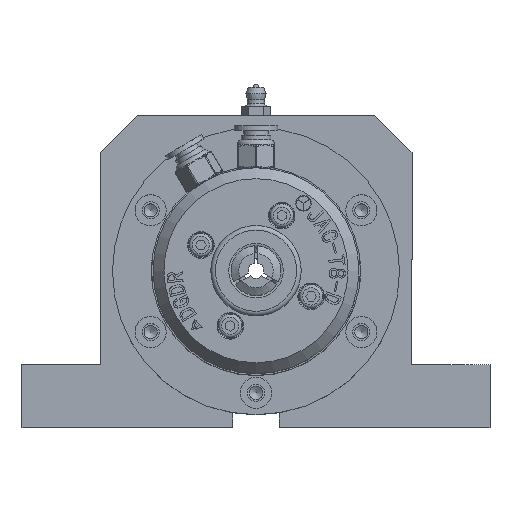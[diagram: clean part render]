
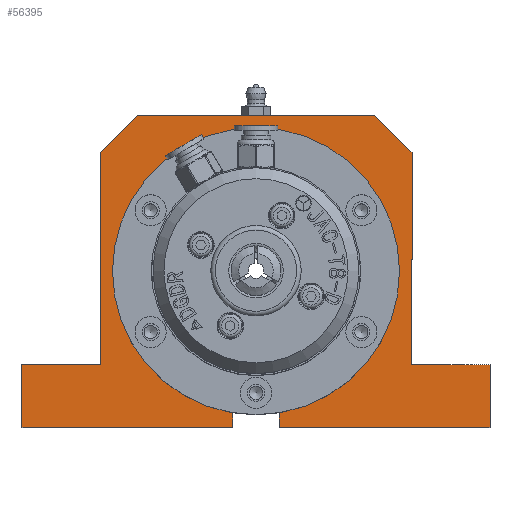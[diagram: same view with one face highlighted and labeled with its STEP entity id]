
A CAD part, top view. The second image highlights one B-rep face of the part: STEP entity #56395.
In plain terms, the highlighted planar face has unit normal (0, 0, 1).
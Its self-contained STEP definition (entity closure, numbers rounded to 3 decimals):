
#12 = EDGE_CURVE ( 'NONE', #27254, #61558, #13022, .T. ) ;
#411 = CARTESIAN_POINT ( 'NONE',  ( -75., 0., 34. ) ) ;
#534 = DIRECTION ( 'NONE',  ( 0., 1., 0. ) ) ;
#873 = EDGE_CURVE ( 'NONE', #67500, #13753, #38088, .T. ) ;
#1340 = DIRECTION ( 'NONE',  ( 0., -1., 0. ) ) ;
#2131 = ORIENTED_EDGE ( 'NONE', *, *, #873, .T. ) ;
#2260 = LINE ( 'NONE', #67195, #13300 ) ;
#3102 = CARTESIAN_POINT ( 'NONE',  ( -50., 88., 34. ) ) ;
#3262 = ORIENTED_EDGE ( 'NONE', *, *, #66459, .T. ) ;
#3439 = CARTESIAN_POINT ( 'NONE',  ( -38., 100., 34. ) ) ;
#5365 = LINE ( 'NONE', #411, #35856 ) ;
#5893 = LINE ( 'NONE', #22881, #32722 ) ;
#6174 = VECTOR ( 'NONE', #534, 1000. ) ;
#6324 = VERTEX_POINT ( 'NONE', #6816 ) ;
#6800 = ORIENTED_EDGE ( 'NONE', *, *, #12, .T. ) ;
#6816 = CARTESIAN_POINT ( 'NONE',  ( 7.5, 8., 34. ) ) ;
#6941 = VERTEX_POINT ( 'NONE', #21849 ) ;
#7023 = VERTEX_POINT ( 'NONE', #66904 ) ;
#7781 = EDGE_CURVE ( 'NONE', #6941, #58852, #67117, .T. ) ;
#9270 = LINE ( 'NONE', #52914, #25639 ) ;
#9861 = ORIENTED_EDGE ( 'NONE', *, *, #33803, .T. ) ;
#10587 = CARTESIAN_POINT ( 'NONE',  ( 75., 20., 34. ) ) ;
#11106 = CARTESIAN_POINT ( 'NONE',  ( -75., 0., 34. ) ) ;
#11333 = DIRECTION ( 'NONE',  ( 1., 0., 0. ) ) ;
#11676 = FACE_OUTER_BOUND ( 'NONE', #60300, .T. ) ;
#12330 = CARTESIAN_POINT ( 'NONE',  ( 50., 88., 34. ) ) ;
#12498 = CARTESIAN_POINT ( 'NONE',  ( 32., 50., 34. ) ) ;
#13022 = LINE ( 'NONE', #3439, #14343 ) ;
#13024 = EDGE_CURVE ( 'NONE', #7023, #18368, #59551, .T. ) ;
#13300 = VECTOR ( 'NONE', #29211, 1000. ) ;
#13492 = CARTESIAN_POINT ( 'NONE',  ( 38., 100., 34. ) ) ;
#13753 = VERTEX_POINT ( 'NONE', #35234 ) ;
#14110 = EDGE_CURVE ( 'NONE', #51733, #48753, #9270, .T. ) ;
#14343 = VECTOR ( 'NONE', #46778, 1000. ) ;
#14786 = DIRECTION ( 'NONE',  ( 0., -1., 0. ) ) ;
#15747 = VECTOR ( 'NONE', #64136, 1000. ) ;
#17565 = VECTOR ( 'NONE', #14786, 1000. ) ;
#17599 = LINE ( 'NONE', #12330, #59015 ) ;
#18217 = LINE ( 'NONE', #18552, #63287 ) ;
#18368 = VERTEX_POINT ( 'NONE', #58068 ) ;
#18552 = CARTESIAN_POINT ( 'NONE',  ( -50., 20., 34. ) ) ;
#20826 = CARTESIAN_POINT ( 'NONE',  ( 50., 20., 34. ) ) ;
#21168 = CARTESIAN_POINT ( 'NONE',  ( -38., 100., 34. ) ) ;
#21849 = CARTESIAN_POINT ( 'NONE',  ( 50., 88., 34. ) ) ;
#22881 = CARTESIAN_POINT ( 'NONE',  ( 38., 100., 34. ) ) ;
#23924 = DIRECTION ( 'NONE',  ( -1., 0., 0. ) ) ;
#25257 = ORIENTED_EDGE ( 'NONE', *, *, #58565, .T. ) ;
#25639 = VECTOR ( 'NONE', #62493, 1000. ) ;
#25936 = CARTESIAN_POINT ( 'NONE',  ( 7.5, 0., 34. ) ) ;
#27254 = VERTEX_POINT ( 'NONE', #21168 ) ;
#27485 = CARTESIAN_POINT ( 'NONE',  ( -7.5, 0., 34. ) ) ;
#28105 = VERTEX_POINT ( 'NONE', #12498 ) ;
#28951 = CARTESIAN_POINT ( 'NONE',  ( -75., 20., 34. ) ) ;
#29211 = DIRECTION ( 'NONE',  ( 0., -1., 0. ) ) ;
#29220 = VECTOR ( 'NONE', #64354, 1000. ) ;
#29721 = CARTESIAN_POINT ( 'NONE',  ( 75., 0., 34. ) ) ;
#29862 = EDGE_CURVE ( 'NONE', #54241, #67500, #5365, .T. ) ;
#30079 = CARTESIAN_POINT ( 'NONE',  ( 7.5, 0., 34. ) ) ;
#30666 = EDGE_CURVE ( 'NONE', #13753, #6324, #54808, .T. ) ;
#31266 = DIRECTION ( 'NONE',  ( 1., 0., 0. ) ) ;
#32211 = DIRECTION ( 'NONE',  ( 0., 0., -1. ) ) ;
#32564 = CARTESIAN_POINT ( 'NONE',  ( 0., 50., 34. ) ) ;
#32722 = VECTOR ( 'NONE', #43840, 1000. ) ;
#33035 = ORIENTED_EDGE ( 'NONE', *, *, #14110, .T. ) ;
#33803 = EDGE_CURVE ( 'NONE', #58852, #27254, #5893, .T. ) ;
#33893 = EDGE_CURVE ( 'NONE', #49491, #69925, #18217, .T. ) ;
#33983 = DIRECTION ( 'NONE',  ( 0., 1., 0. ) ) ;
#34311 = ORIENTED_EDGE ( 'NONE', *, *, #40972, .T. ) ;
#34625 = ORIENTED_EDGE ( 'NONE', *, *, #46979, .T. ) ;
#35234 = CARTESIAN_POINT ( 'NONE',  ( -7.5, 8., 34. ) ) ;
#35856 = VECTOR ( 'NONE', #31266, 1000. ) ;
#36682 = AXIS2_PLACEMENT_3D ( 'NONE', #32564, #32211, #70202 ) ;
#36792 = ORIENTED_EDGE ( 'NONE', *, *, #7781, .T. ) ;
#37189 = PLANE ( 'NONE',  #62526 ) ;
#38088 = LINE ( 'NONE', #27485, #6174 ) ;
#38584 = ORIENTED_EDGE ( 'NONE', *, *, #13024, .T. ) ;
#39010 = EDGE_CURVE ( 'NONE', #69925, #54241, #61275, .T. ) ;
#40315 = ORIENTED_EDGE ( 'NONE', *, *, #39010, .T. ) ;
#40972 = EDGE_CURVE ( 'NONE', #18368, #6941, #17599, .T. ) ;
#43840 = DIRECTION ( 'NONE',  ( -1., 0., 0. ) ) ;
#45534 = CARTESIAN_POINT ( 'NONE',  ( -7.5, 0., 34. ) ) ;
#45977 = VECTOR ( 'NONE', #63792, 1000. ) ;
#46778 = DIRECTION ( 'NONE',  ( -0.707, -0.707, 0. ) ) ;
#46979 = EDGE_CURVE ( 'NONE', #6324, #51733, #62713, .T. ) ;
#48753 = VERTEX_POINT ( 'NONE', #29721 ) ;
#48950 = ORIENTED_EDGE ( 'NONE', *, *, #29862, .T. ) ;
#49246 = CIRCLE ( 'NONE', #36682, 32. ) ;
#49491 = VERTEX_POINT ( 'NONE', #53684 ) ;
#50493 = CARTESIAN_POINT ( 'NONE',  ( 38., 100., 34. ) ) ;
#51733 = VERTEX_POINT ( 'NONE', #25936 ) ;
#52914 = CARTESIAN_POINT ( 'NONE',  ( 75., 0., 34. ) ) ;
#53684 = CARTESIAN_POINT ( 'NONE',  ( -50., 20., 34. ) ) ;
#54241 = VERTEX_POINT ( 'NONE', #11106 ) ;
#54284 = CARTESIAN_POINT ( 'NONE',  ( 0., 0., 34. ) ) ;
#54460 = CARTESIAN_POINT ( 'NONE',  ( -7.5, 8., 34. ) ) ;
#54642 = DIRECTION ( 'NONE',  ( 0., 0., 1. ) ) ;
#54808 = LINE ( 'NONE', #54460, #29220 ) ;
#55451 = DIRECTION ( 'NONE',  ( -0.707, 0.707, 0. ) ) ;
#56395 = ADVANCED_FACE ( 'NONE', ( #11676, #60312 ), #37189, .T. ) ;
#57465 = VECTOR ( 'NONE', #55451, 1000. ) ;
#57789 = CARTESIAN_POINT ( 'NONE',  ( -75., 20., 34. ) ) ;
#57925 = ORIENTED_EDGE ( 'NONE', *, *, #30666, .T. ) ;
#58068 = CARTESIAN_POINT ( 'NONE',  ( 50., 20., 34. ) ) ;
#58486 = LINE ( 'NONE', #10587, #45977 ) ;
#58565 = EDGE_CURVE ( 'NONE', #61558, #49491, #2260, .T. ) ;
#58852 = VERTEX_POINT ( 'NONE', #13492 ) ;
#59015 = VECTOR ( 'NONE', #33983, 1000. ) ;
#59551 = LINE ( 'NONE', #20826, #15747 ) ;
#60300 = EDGE_LOOP ( 'NONE', ( #67488, #40315, #48950, #2131, #57925, #34625, #33035, #66309, #38584, #34311, #36792, #9861, #6800, #25257 ) ) ;
#60312 = FACE_BOUND ( 'NONE', #63541, .T. ) ;
#61275 = LINE ( 'NONE', #28951, #65537 ) ;
#61558 = VERTEX_POINT ( 'NONE', #3102 ) ;
#62493 = DIRECTION ( 'NONE',  ( 1., 0., 0. ) ) ;
#62526 = AXIS2_PLACEMENT_3D ( 'NONE', #54284, #54642, #11333 ) ;
#62713 = LINE ( 'NONE', #30079, #17565 ) ;
#63287 = VECTOR ( 'NONE', #23924, 1000. ) ;
#63541 = EDGE_LOOP ( 'NONE', ( #3262 ) ) ;
#63792 = DIRECTION ( 'NONE',  ( 0., 1., 0. ) ) ;
#64136 = DIRECTION ( 'NONE',  ( -1., 0., 0. ) ) ;
#64354 = DIRECTION ( 'NONE',  ( 1., 0., 0. ) ) ;
#65537 = VECTOR ( 'NONE', #1340, 1000. ) ;
#66309 = ORIENTED_EDGE ( 'NONE', *, *, #70239, .T. ) ;
#66459 = EDGE_CURVE ( 'NONE', #28105, #28105, #49246, .T. ) ;
#66904 = CARTESIAN_POINT ( 'NONE',  ( 75., 20., 34. ) ) ;
#67117 = LINE ( 'NONE', #50493, #57465 ) ;
#67195 = CARTESIAN_POINT ( 'NONE',  ( -50., 88., 34. ) ) ;
#67488 = ORIENTED_EDGE ( 'NONE', *, *, #33893, .T. ) ;
#67500 = VERTEX_POINT ( 'NONE', #45534 ) ;
#69925 = VERTEX_POINT ( 'NONE', #57789 ) ;
#70202 = DIRECTION ( 'NONE',  ( 1., 0., 0. ) ) ;
#70239 = EDGE_CURVE ( 'NONE', #48753, #7023, #58486, .T. ) ;
